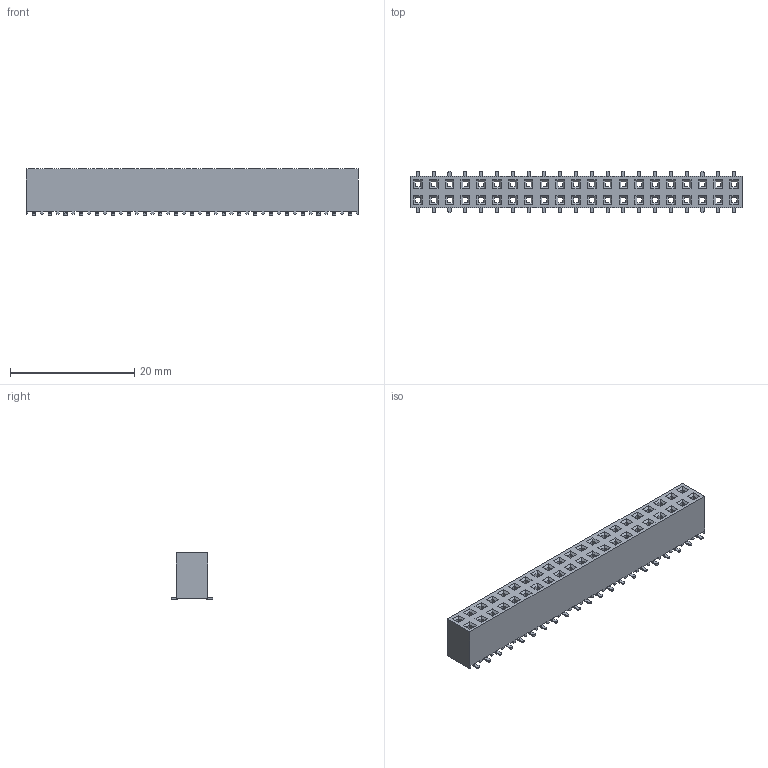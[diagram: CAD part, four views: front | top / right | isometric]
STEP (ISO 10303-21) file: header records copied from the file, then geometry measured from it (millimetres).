
FILE_DESCRIPTION(/* description */ (''),/* implementation_level */ '2;1');
FILE_NAME(/* name */ '963242-2000-XX-XX',/* time_stamp */ '2007-06-18T12:55:54+02:00',/* author */ (''),/* organization */ (''),/* preprocessor_version */ 'ST-DEVELOPER v9',/* originating_system */ 'UGS - NX 4.0',/* authorisation */ '');
FILE_SCHEMA (('AUTOMOTIVE_DESIGN { 1 0 10303 214 1 1 1 1 }'));
Length unit declared in the file: millimetre
Products named in the file (1): 963242-2000-XX-XX
Bounding box: 53.34 x 6.6 x 7.4 mm (x, y, z)
Volume: 1484.4 mm3; surface area: 2752.1 mm2
Topology: 1 solids, 1 shells, 1098 faces, 2994 edges, 1940 vertices
Faces by surface type: plane 930, cylinder 168
Entity records: 34242 total; most frequent: CARTESIAN_POINT 6033, ORIENTED_EDGE 5988, DIRECTION 5528, EDGE_CURVE 2994, LINE 2658, VECTOR 2658, VERTEX_POINT 1940, AXIS2_PLACEMENT_3D 1435
